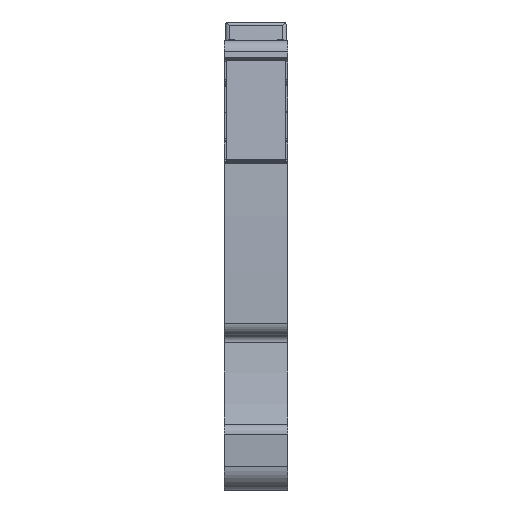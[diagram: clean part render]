
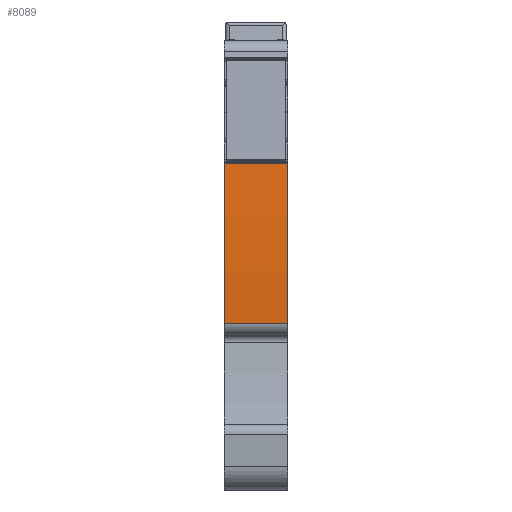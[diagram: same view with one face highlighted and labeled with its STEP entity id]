
A CAD part, front view. The second image highlights one B-rep face of the part: STEP entity #8089.
In plain terms, the highlighted cylindrical face has radius 154.9 mm (diameter 309.8 mm), a partial arc.
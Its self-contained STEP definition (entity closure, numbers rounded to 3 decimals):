
#7122=AXIS2_PLACEMENT_3D('Cylinder Axis2P3D',#7119,#7120,#7121) ;
#8050=AXIS2_PLACEMENT_3D('Circle Axis2P3D',#8048,#8049,$) ;
#8057=AXIS2_PLACEMENT_3D('Circle Axis2P3D',#8055,#8056,$) ;
#8071=AXIS2_PLACEMENT_3D('Circle Axis2P3D',#8069,#8070,$) ;
#8078=AXIS2_PLACEMENT_3D('Circle Axis2P3D',#8076,#8077,$) ;
#7119=CARTESIAN_POINT('Axis2P3D Location',(2.55,156.387,17.05)) ;
#8026=CARTESIAN_POINT('Vertex',(5.1,1.761,26.266)) ;
#8033=CARTESIAN_POINT('Vertex',(0.,1.761,26.266)) ;
#8036=CARTESIAN_POINT('Line Origine',(2.34,1.761,26.266)) ;
#8048=CARTESIAN_POINT('Axis2P3D Location',(0.,156.387,17.05)) ;
#8052=CARTESIAN_POINT('Vertex',(0.,1.528,13.45)) ;
#8055=CARTESIAN_POINT('Axis2P3D Location',(0.,156.387,17.05)) ;
#8059=CARTESIAN_POINT('Vertex',(0.,1.529,13.427)) ;
#8062=CARTESIAN_POINT('Line Origine',(2.34,1.529,13.427)) ;
#8066=CARTESIAN_POINT('Vertex',(5.1,1.529,13.427)) ;
#8069=CARTESIAN_POINT('Axis2P3D Location',(5.1,156.387,17.05)) ;
#8073=CARTESIAN_POINT('Vertex',(5.1,1.528,13.45)) ;
#8076=CARTESIAN_POINT('Axis2P3D Location',(5.1,156.387,17.05)) ;
#7120=DIRECTION('Axis2P3D Direction',(1.,0.,0.)) ;
#7121=DIRECTION('Axis2P3D XDirection',(0.,-0.993,0.118)) ;
#8037=DIRECTION('Vector Direction',(1.,0.,0.)) ;
#8049=DIRECTION('Axis2P3D Direction',(1.,0.,0.)) ;
#8056=DIRECTION('Axis2P3D Direction',(1.,0.,0.)) ;
#8063=DIRECTION('Vector Direction',(1.,0.,0.)) ;
#8070=DIRECTION('Axis2P3D Direction',(1.,0.,0.)) ;
#8077=DIRECTION('Axis2P3D Direction',(1.,0.,0.)) ;
#8038=VECTOR('Line Direction',#8037,1.) ;
#8064=VECTOR('Line Direction',#8063,1.) ;
#8082=ORIENTED_EDGE('',*,*,#8054,.T.) ;
#8083=ORIENTED_EDGE('',*,*,#8061,.T.) ;
#8084=ORIENTED_EDGE('',*,*,#8068,.T.) ;
#8085=ORIENTED_EDGE('',*,*,#8075,.F.) ;
#8086=ORIENTED_EDGE('',*,*,#8080,.F.) ;
#8087=ORIENTED_EDGE('',*,*,#8040,.F.) ;
#8089=ADVANCED_FACE('MLD',(#8088),#7123,.T.) ;
#8051=CIRCLE('generated circle',#8050,154.9) ;
#8058=CIRCLE('generated circle',#8057,154.9) ;
#8072=CIRCLE('generated circle',#8071,154.9) ;
#8079=CIRCLE('generated circle',#8078,154.9) ;
#7123=CYLINDRICAL_SURFACE('generated cylinder',#7122,154.9) ;
#8040=EDGE_CURVE('',#8034,#8027,#8039,.T.) ;
#8054=EDGE_CURVE('',#8034,#8053,#8051,.T.) ;
#8061=EDGE_CURVE('',#8053,#8060,#8058,.T.) ;
#8068=EDGE_CURVE('',#8060,#8067,#8065,.T.) ;
#8075=EDGE_CURVE('',#8074,#8067,#8072,.T.) ;
#8080=EDGE_CURVE('',#8027,#8074,#8079,.T.) ;
#8081=EDGE_LOOP('',(#8082,#8083,#8084,#8085,#8086,#8087)) ;
#8088=FACE_OUTER_BOUND('',#8081,.T.) ;
#8039=LINE('Line',#8036,#8038) ;
#8065=LINE('Line',#8062,#8064) ;
#8027=VERTEX_POINT('',#8026) ;
#8034=VERTEX_POINT('',#8033) ;
#8053=VERTEX_POINT('',#8052) ;
#8060=VERTEX_POINT('',#8059) ;
#8067=VERTEX_POINT('',#8066) ;
#8074=VERTEX_POINT('',#8073) ;
